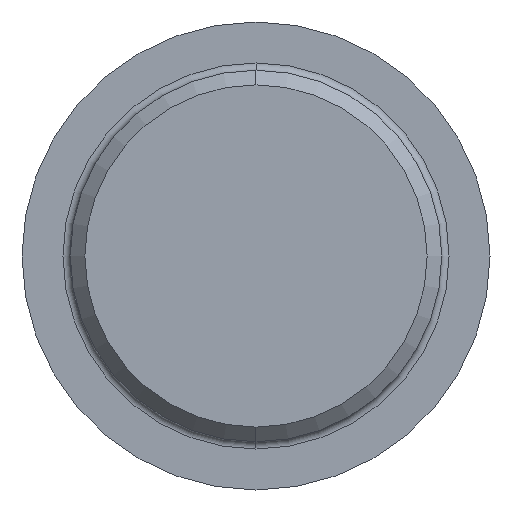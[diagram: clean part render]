
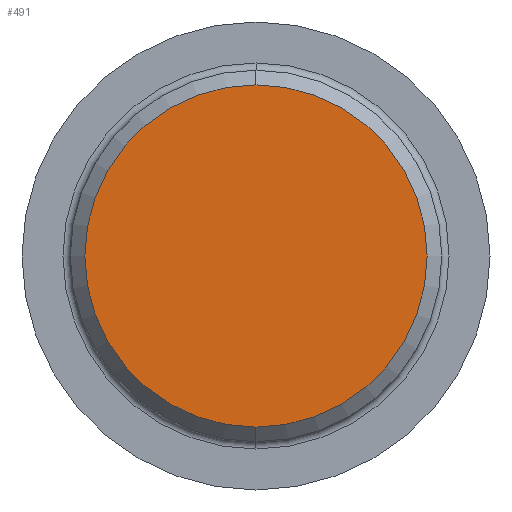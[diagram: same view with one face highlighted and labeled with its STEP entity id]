
A CAD part, left-side view. The second image highlights one B-rep face of the part: STEP entity #491.
In plain terms, the highlighted planar face has unit normal (-1, 0, 0).
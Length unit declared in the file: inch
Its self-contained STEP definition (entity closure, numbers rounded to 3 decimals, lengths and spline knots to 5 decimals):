
#54 = FACE_OUTER_BOUND ( 'NONE', #626, .T. ) ;
#104 = CARTESIAN_POINT ( 'NONE',  ( 1.73622, 0., -0.46063 ) ) ;
#197 = VERTEX_POINT ( 'NONE', #104 ) ;
#394 = ORIENTED_EDGE ( 'NONE', *, *, #1180, .T. ) ;
#397 = ORIENTED_EDGE ( 'NONE', *, *, #1453, .T. ) ;
#432 = CIRCLE ( 'NONE', #531, 0.46063 ) ;
#481 = VERTEX_POINT ( 'NONE', #797 ) ;
#491 = ADVANCED_FACE ( 'NONE', ( #54 ), #752, .T. ) ;
#531 = AXIS2_PLACEMENT_3D ( 'NONE', #545, #538, #537 ) ;
#537 = DIRECTION ( 'NONE',  ( 0., 0., 1. ) ) ;
#538 = DIRECTION ( 'NONE',  ( -1., 0., 0. ) ) ;
#545 = CARTESIAN_POINT ( 'NONE',  ( 1.73622, 0., 0. ) ) ;
#568 = CARTESIAN_POINT ( 'NONE',  ( 1.73622, 0., 0. ) ) ;
#618 = DIRECTION ( 'NONE',  ( 0., 0., 1. ) ) ;
#626 = EDGE_LOOP ( 'NONE', ( #397, #394 ) ) ;
#630 = DIRECTION ( 'NONE',  ( -1., 0., 0. ) ) ;
#679 = AXIS2_PLACEMENT_3D ( 'NONE', #568, #630, #618 ) ;
#731 = DIRECTION ( 'NONE',  ( 0., 0., 1. ) ) ;
#752 = PLANE ( 'NONE',  #1037 ) ;
#783 = CARTESIAN_POINT ( 'NONE',  ( 1.73622, 0., 0. ) ) ;
#797 = CARTESIAN_POINT ( 'NONE',  ( 1.73622, 0., 0.46063 ) ) ;
#806 = DIRECTION ( 'NONE',  ( -1., 0., 0. ) ) ;
#1035 = CIRCLE ( 'NONE', #679, 0.46063 ) ;
#1037 = AXIS2_PLACEMENT_3D ( 'NONE', #783, #806, #731 ) ;
#1180 = EDGE_CURVE ( 'NONE', #481, #197, #1035, .T. ) ;
#1453 = EDGE_CURVE ( 'NONE', #197, #481, #432, .T. ) ;
